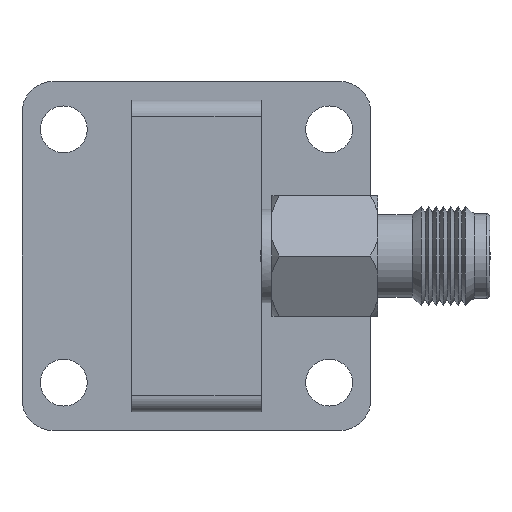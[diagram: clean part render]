
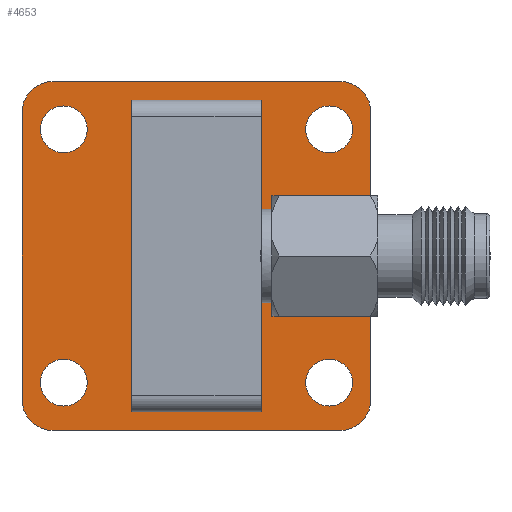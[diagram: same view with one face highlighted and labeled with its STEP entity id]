
A CAD part, left-side view. The second image highlights one B-rep face of the part: STEP entity #4653.
In plain terms, the highlighted planar face has unit normal (-1, 0, 0).
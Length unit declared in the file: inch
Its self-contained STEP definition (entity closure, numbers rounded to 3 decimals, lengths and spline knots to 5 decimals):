
#13 = EDGE_LOOP ( 'NONE', ( #1215 ) ) ;
#94 = CARTESIAN_POINT ( 'NONE',  ( -0.15748, 0.33528, -0.37941 ) ) ;
#180 = FACE_OUTER_BOUND ( 'NONE', #3536, .T. ) ;
#310 = CARTESIAN_POINT ( 'NONE',  ( -0.15748, 0.44099, -0.36252 ) ) ;
#348 = DIRECTION ( 'NONE',  ( 0., 0., 1. ) ) ;
#373 = DIRECTION ( 'NONE',  ( 1., 0., 0. ) ) ;
#384 = EDGE_CURVE ( 'NONE', #1450, #4216, #3422, .T. ) ;
#387 = CARTESIAN_POINT ( 'NONE',  ( -0.15748, 0.36229, 0.44122 ) ) ;
#447 = CARTESIAN_POINT ( 'NONE',  ( -0.15748, 0.44099, 0.36252 ) ) ;
#459 = DIRECTION ( 'NONE',  ( 1., 0., 0. ) ) ;
#502 = CARTESIAN_POINT ( 'NONE',  ( -0.15748, 0.36229, -0.36252 ) ) ;
#592 = DIRECTION ( 'NONE',  ( 0., 0., -1. ) ) ;
#605 = CARTESIAN_POINT ( 'NONE',  ( -0.15748, 0.36229, 0.36252 ) ) ;
#648 = VERTEX_POINT ( 'NONE', #3432 ) ;
#710 = ORIENTED_EDGE ( 'NONE', *, *, #5897, .F. ) ;
#762 = LINE ( 'NONE', #5991, #5654 ) ;
#953 = AXIS2_PLACEMENT_3D ( 'NONE', #2529, #5832, #3026 ) ;
#1023 = AXIS2_PLACEMENT_3D ( 'NONE', #605, #3917, #1057 ) ;
#1045 = ORIENTED_EDGE ( 'NONE', *, *, #3874, .T. ) ;
#1057 = DIRECTION ( 'NONE',  ( 0., 0., 1. ) ) ;
#1122 = EDGE_CURVE ( 'NONE', #1751, #1450, #5957, .T. ) ;
#1143 = VECTOR ( 'NONE', #3723, 39.37008 ) ;
#1215 = ORIENTED_EDGE ( 'NONE', *, *, #2532, .T. ) ;
#1331 = ORIENTED_EDGE ( 'NONE', *, *, #4411, .F. ) ;
#1345 = VECTOR ( 'NONE', #2907, 39.37008 ) ;
#1402 = FACE_BOUND ( 'NONE', #13, .T. ) ;
#1450 = VERTEX_POINT ( 'NONE', #310 ) ;
#1467 = VERTEX_POINT ( 'NONE', #387 ) ;
#1485 = VECTOR ( 'NONE', #2341, 39.37008 ) ;
#1560 = FACE_BOUND ( 'NONE', #2728, .T. ) ;
#1564 = EDGE_CURVE ( 'NONE', #2781, #2781, #1900, .T. ) ;
#1627 = VECTOR ( 'NONE', #592, 39.37008 ) ;
#1650 = VERTEX_POINT ( 'NONE', #4328 ) ;
#1718 = DIRECTION ( 'NONE',  ( 1., 0., 0. ) ) ;
#1746 = EDGE_LOOP ( 'NONE', ( #2045, #5309, #710, #3998 ) ) ;
#1751 = VERTEX_POINT ( 'NONE', #1880 ) ;
#1829 = ORIENTED_EDGE ( 'NONE', *, *, #4542, .T. ) ;
#1880 = CARTESIAN_POINT ( 'NONE',  ( -0.15748, 0.36229, -0.44122 ) ) ;
#1900 = CIRCLE ( 'NONE', #5871, 0.05923 ) ;
#1986 = ORIENTED_EDGE ( 'NONE', *, *, #1564, .T. ) ;
#1993 = EDGE_CURVE ( 'NONE', #1467, #2282, #3674, .T. ) ;
#2003 = VECTOR ( 'NONE', #3791, 39.37008 ) ;
#2026 = VERTEX_POINT ( 'NONE', #2987 ) ;
#2045 = ORIENTED_EDGE ( 'NONE', *, *, #4385, .F. ) ;
#2157 = CIRCLE ( 'NONE', #4210, 0.05923 ) ;
#2196 = VERTEX_POINT ( 'NONE', #5580 ) ;
#2282 = VERTEX_POINT ( 'NONE', #3583 ) ;
#2316 = CARTESIAN_POINT ( 'NONE',  ( -0.15748, -0.36229, -0.36252 ) ) ;
#2317 = ORIENTED_EDGE ( 'NONE', *, *, #1993, .F. ) ;
#2341 = DIRECTION ( 'NONE',  ( 0., 1., 0. ) ) ;
#2367 = AXIS2_PLACEMENT_3D ( 'NONE', #2913, #5737, #2933 ) ;
#2443 = PLANE ( 'NONE',  #2367 ) ;
#2529 = CARTESIAN_POINT ( 'NONE',  ( -0.15748, -0.33528, 0.32018 ) ) ;
#2532 = EDGE_CURVE ( 'NONE', #3730, #3730, #6074, .T. ) ;
#2578 = VERTEX_POINT ( 'NONE', #2742 ) ;
#2728 = EDGE_LOOP ( 'NONE', ( #1986 ) ) ;
#2742 = CARTESIAN_POINT ( 'NONE',  ( -0.15748, -0.44099, 0.36252 ) ) ;
#2781 = VERTEX_POINT ( 'NONE', #94 ) ;
#2805 = DIRECTION ( 'NONE',  ( 0., 0., 1. ) ) ;
#2842 = EDGE_CURVE ( 'NONE', #5698, #648, #5277, .T. ) ;
#2907 = DIRECTION ( 'NONE',  ( 0., 1., 0. ) ) ;
#2913 = CARTESIAN_POINT ( 'NONE',  ( -0.15748, 0.36229, -0.36252 ) ) ;
#2933 = DIRECTION ( 'NONE',  ( 0., 0., 1. ) ) ;
#2966 = CARTESIAN_POINT ( 'NONE',  ( -0.15748, 0.16351, -0.3938 ) ) ;
#2977 = VERTEX_POINT ( 'NONE', #4196 ) ;
#2987 = CARTESIAN_POINT ( 'NONE',  ( -0.15748, -0.33528, 0.26096 ) ) ;
#3026 = DIRECTION ( 'NONE',  ( 0., 0., -1. ) ) ;
#3293 = CARTESIAN_POINT ( 'NONE',  ( -0.15748, -0.33528, -0.32018 ) ) ;
#3301 = DIRECTION ( 'NONE',  ( 0., 0., -1. ) ) ;
#3349 = ORIENTED_EDGE ( 'NONE', *, *, #3560, .F. ) ;
#3409 = CARTESIAN_POINT ( 'NONE',  ( -0.15748, -0.16351, 0.3938 ) ) ;
#3422 = LINE ( 'NONE', #3859, #2003 ) ;
#3432 = CARTESIAN_POINT ( 'NONE',  ( -0.15748, 0.16351, 0.3938 ) ) ;
#3536 = EDGE_LOOP ( 'NONE', ( #4640, #3349, #4397, #5346, #4895, #2317, #1331, #3906 ) ) ;
#3559 = DIRECTION ( 'NONE',  ( 1., 0., 0. ) ) ;
#3560 = EDGE_CURVE ( 'NONE', #1650, #1751, #5286, .T. ) ;
#3581 = CARTESIAN_POINT ( 'NONE',  ( -0.15748, 0.33528, 0.32018 ) ) ;
#3583 = CARTESIAN_POINT ( 'NONE',  ( -0.15748, -0.36229, 0.44122 ) ) ;
#3594 = VECTOR ( 'NONE', #5968, 39.37008 ) ;
#3630 = CARTESIAN_POINT ( 'NONE',  ( -0.15748, -0.44099, -0.36252 ) ) ;
#3669 = DIRECTION ( 'NONE',  ( 0., 0., 1. ) ) ;
#3674 = LINE ( 'NONE', #3790, #1143 ) ;
#3676 = EDGE_LOOP ( 'NONE', ( #1829 ) ) ;
#3723 = DIRECTION ( 'NONE',  ( 0., -1., 0. ) ) ;
#3730 = VERTEX_POINT ( 'NONE', #5285 ) ;
#3760 = DIRECTION ( 'NONE',  ( 0., 0., -1. ) ) ;
#3790 = CARTESIAN_POINT ( 'NONE',  ( -0.15748, -0.36229, 0.44122 ) ) ;
#3791 = DIRECTION ( 'NONE',  ( 0., 0., 1. ) ) ;
#3859 = CARTESIAN_POINT ( 'NONE',  ( -0.15748, 0.44099, -0.36252 ) ) ;
#3874 = EDGE_CURVE ( 'NONE', #2026, #2026, #4611, .T. ) ;
#3906 = ORIENTED_EDGE ( 'NONE', *, *, #384, .F. ) ;
#3917 = DIRECTION ( 'NONE',  ( 1., 0., 0. ) ) ;
#3946 = FACE_BOUND ( 'NONE', #4506, .T. ) ;
#3998 = ORIENTED_EDGE ( 'NONE', *, *, #4946, .F. ) ;
#4015 = CIRCLE ( 'NONE', #1023, 0.0787 ) ;
#4029 = LINE ( 'NONE', #3630, #5432 ) ;
#4087 = FACE_BOUND ( 'NONE', #3676, .T. ) ;
#4116 = DIRECTION ( 'NONE',  ( 0., 0., -1. ) ) ;
#4170 = LINE ( 'NONE', #2966, #1627 ) ;
#4196 = CARTESIAN_POINT ( 'NONE',  ( -0.15748, -0.16351, -0.3938 ) ) ;
#4210 = AXIS2_PLACEMENT_3D ( 'NONE', #3293, #459, #3760 ) ;
#4216 = VERTEX_POINT ( 'NONE', #447 ) ;
#4251 = VERTEX_POINT ( 'NONE', #4849 ) ;
#4328 = CARTESIAN_POINT ( 'NONE',  ( -0.15748, -0.36229, -0.44122 ) ) ;
#4365 = AXIS2_PLACEMENT_3D ( 'NONE', #502, #373, #348 ) ;
#4369 = VERTEX_POINT ( 'NONE', #5266 ) ;
#4385 = EDGE_CURVE ( 'NONE', #648, #2196, #4170, .T. ) ;
#4397 = ORIENTED_EDGE ( 'NONE', *, *, #5963, .F. ) ;
#4411 = EDGE_CURVE ( 'NONE', #4216, #1467, #4015, .T. ) ;
#4461 = AXIS2_PLACEMENT_3D ( 'NONE', #3581, #3559, #3301 ) ;
#4506 = EDGE_LOOP ( 'NONE', ( #1045 ) ) ;
#4542 = EDGE_CURVE ( 'NONE', #4251, #4251, #2157, .T. ) ;
#4563 = CARTESIAN_POINT ( 'NONE',  ( -0.15748, -0.36229, 0.36252 ) ) ;
#4611 = CIRCLE ( 'NONE', #953, 0.05923 ) ;
#4640 = ORIENTED_EDGE ( 'NONE', *, *, #1122, .F. ) ;
#4653 = ADVANCED_FACE ( 'NONE', ( #3946, #1402, #4087, #1560, #180, #5028 ), #2443, .T. ) ;
#4849 = CARTESIAN_POINT ( 'NONE',  ( -0.15748, -0.33528, -0.37941 ) ) ;
#4853 = LINE ( 'NONE', #5014, #3594 ) ;
#4895 = ORIENTED_EDGE ( 'NONE', *, *, #5707, .F. ) ;
#4946 = EDGE_CURVE ( 'NONE', #2196, #2977, #4853, .T. ) ;
#5009 = CARTESIAN_POINT ( 'NONE',  ( -0.15748, -0.16351, 0.3938 ) ) ;
#5014 = CARTESIAN_POINT ( 'NONE',  ( -0.15748, -0.16351, -0.3938 ) ) ;
#5023 = DIRECTION ( 'NONE',  ( 0., 0., 1. ) ) ;
#5028 = FACE_BOUND ( 'NONE', #1746, .T. ) ;
#5042 = AXIS2_PLACEMENT_3D ( 'NONE', #2316, #5618, #2805 ) ;
#5093 = DIRECTION ( 'NONE',  ( 0., 0., -1. ) ) ;
#5111 = DIRECTION ( 'NONE',  ( 1., 0., 0. ) ) ;
#5139 = CARTESIAN_POINT ( 'NONE',  ( -0.15748, 0.33528, -0.32018 ) ) ;
#5177 = AXIS2_PLACEMENT_3D ( 'NONE', #4563, #1718, #5023 ) ;
#5266 = CARTESIAN_POINT ( 'NONE',  ( -0.15748, -0.44099, -0.36252 ) ) ;
#5277 = LINE ( 'NONE', #3409, #1485 ) ;
#5285 = CARTESIAN_POINT ( 'NONE',  ( -0.15748, 0.33528, 0.26096 ) ) ;
#5286 = LINE ( 'NONE', #5710, #1345 ) ;
#5309 = ORIENTED_EDGE ( 'NONE', *, *, #2842, .F. ) ;
#5346 = ORIENTED_EDGE ( 'NONE', *, *, #5745, .F. ) ;
#5359 = CIRCLE ( 'NONE', #5042, 0.0787 ) ;
#5432 = VECTOR ( 'NONE', #4116, 39.37008 ) ;
#5580 = CARTESIAN_POINT ( 'NONE',  ( -0.15748, 0.16351, -0.3938 ) ) ;
#5581 = CIRCLE ( 'NONE', #5177, 0.0787 ) ;
#5618 = DIRECTION ( 'NONE',  ( 1., 0., 0. ) ) ;
#5654 = VECTOR ( 'NONE', #3669, 39.37008 ) ;
#5698 = VERTEX_POINT ( 'NONE', #5009 ) ;
#5707 = EDGE_CURVE ( 'NONE', #2282, #2578, #5581, .T. ) ;
#5710 = CARTESIAN_POINT ( 'NONE',  ( -0.15748, -0.36229, -0.44122 ) ) ;
#5737 = DIRECTION ( 'NONE',  ( -1., 0., 0. ) ) ;
#5745 = EDGE_CURVE ( 'NONE', #2578, #4369, #4029, .T. ) ;
#5832 = DIRECTION ( 'NONE',  ( 1., 0., 0. ) ) ;
#5871 = AXIS2_PLACEMENT_3D ( 'NONE', #5139, #5111, #5093 ) ;
#5897 = EDGE_CURVE ( 'NONE', #2977, #5698, #762, .T. ) ;
#5957 = CIRCLE ( 'NONE', #4365, 0.0787 ) ;
#5963 = EDGE_CURVE ( 'NONE', #4369, #1650, #5359, .T. ) ;
#5968 = DIRECTION ( 'NONE',  ( 0., -1., 0. ) ) ;
#5991 = CARTESIAN_POINT ( 'NONE',  ( -0.15748, -0.16351, 0.3938 ) ) ;
#6074 = CIRCLE ( 'NONE', #4461, 0.05923 ) ;
